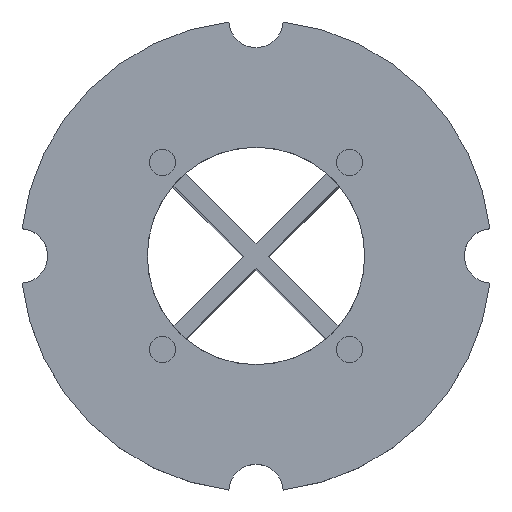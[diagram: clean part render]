
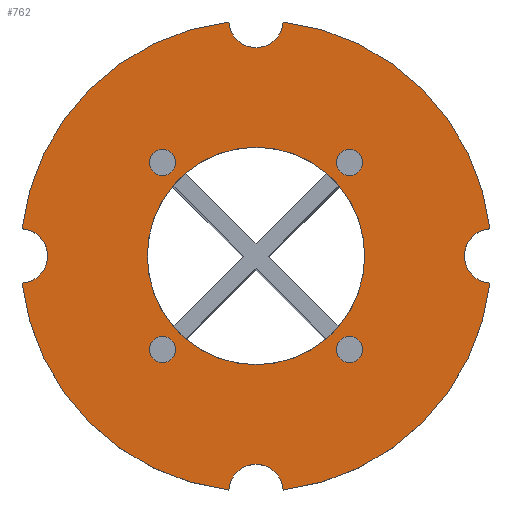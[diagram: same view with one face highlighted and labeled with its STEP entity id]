
A CAD part, top view. The second image highlights one B-rep face of the part: STEP entity #762.
In plain terms, the highlighted planar face has unit normal (0, 0, 1).
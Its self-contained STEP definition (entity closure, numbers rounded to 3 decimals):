
#15=FACE_BOUND('',#96,.T.);
#16=FACE_BOUND('',#97,.T.);
#17=FACE_BOUND('',#98,.T.);
#18=FACE_BOUND('',#99,.T.);
#19=FACE_BOUND('',#100,.T.);
#25=PLANE('',#823);
#50=FACE_OUTER_BOUND('',#95,.T.);
#95=EDGE_LOOP('',(#514,#515,#516,#517,#518,#519,#520,#521));
#96=EDGE_LOOP('',(#522));
#97=EDGE_LOOP('',(#523));
#98=EDGE_LOOP('',(#524));
#99=EDGE_LOOP('',(#525));
#100=EDGE_LOOP('',(#526));
#263=CIRCLE('',#821,3.);
#265=CIRCLE('',#824,26.);
#266=CIRCLE('',#825,3.);
#267=CIRCLE('',#826,26.);
#268=CIRCLE('',#827,3.);
#269=CIRCLE('',#828,26.);
#270=CIRCLE('',#829,3.);
#271=CIRCLE('',#830,26.);
#272=CIRCLE('',#831,1.45);
#273=CIRCLE('',#832,1.45);
#274=CIRCLE('',#833,1.45);
#275=CIRCLE('',#834,1.45);
#276=CIRCLE('',#835,12.);
#321=VERTEX_POINT('',#1190);
#322=VERTEX_POINT('',#1191);
#325=VERTEX_POINT('',#1199);
#326=VERTEX_POINT('',#1201);
#327=VERTEX_POINT('',#1203);
#328=VERTEX_POINT('',#1205);
#329=VERTEX_POINT('',#1207);
#330=VERTEX_POINT('',#1209);
#331=VERTEX_POINT('',#1212);
#332=VERTEX_POINT('',#1214);
#333=VERTEX_POINT('',#1216);
#334=VERTEX_POINT('',#1218);
#335=VERTEX_POINT('',#1220);
#395=EDGE_CURVE('',#321,#322,#263,.T.);
#399=EDGE_CURVE('',#322,#325,#265,.T.);
#400=EDGE_CURVE('',#325,#326,#266,.T.);
#401=EDGE_CURVE('',#326,#327,#267,.T.);
#402=EDGE_CURVE('',#327,#328,#268,.T.);
#403=EDGE_CURVE('',#328,#329,#269,.T.);
#404=EDGE_CURVE('',#329,#330,#270,.T.);
#405=EDGE_CURVE('',#330,#321,#271,.T.);
#406=EDGE_CURVE('',#331,#331,#272,.T.);
#407=EDGE_CURVE('',#332,#332,#273,.T.);
#408=EDGE_CURVE('',#333,#333,#274,.T.);
#409=EDGE_CURVE('',#334,#334,#275,.T.);
#410=EDGE_CURVE('',#335,#335,#276,.T.);
#514=ORIENTED_EDGE('',*,*,#395,.T.);
#515=ORIENTED_EDGE('',*,*,#399,.T.);
#516=ORIENTED_EDGE('',*,*,#400,.T.);
#517=ORIENTED_EDGE('',*,*,#401,.T.);
#518=ORIENTED_EDGE('',*,*,#402,.T.);
#519=ORIENTED_EDGE('',*,*,#403,.T.);
#520=ORIENTED_EDGE('',*,*,#404,.T.);
#521=ORIENTED_EDGE('',*,*,#405,.T.);
#522=ORIENTED_EDGE('',*,*,#406,.T.);
#523=ORIENTED_EDGE('',*,*,#407,.T.);
#524=ORIENTED_EDGE('',*,*,#408,.T.);
#525=ORIENTED_EDGE('',*,*,#409,.T.);
#526=ORIENTED_EDGE('',*,*,#410,.T.);
#762=ADVANCED_FACE('',(#50,#15,#16,#17,#18,#19),#25,.T.);
#821=AXIS2_PLACEMENT_3D('',#1192,#927,#928);
#823=AXIS2_PLACEMENT_3D('',#1198,#933,#934);
#824=AXIS2_PLACEMENT_3D('',#1200,#935,#936);
#825=AXIS2_PLACEMENT_3D('',#1202,#937,#938);
#826=AXIS2_PLACEMENT_3D('',#1204,#939,#940);
#827=AXIS2_PLACEMENT_3D('',#1206,#941,#942);
#828=AXIS2_PLACEMENT_3D('',#1208,#943,#944);
#829=AXIS2_PLACEMENT_3D('',#1210,#945,#946);
#830=AXIS2_PLACEMENT_3D('',#1211,#947,#948);
#831=AXIS2_PLACEMENT_3D('',#1213,#949,#950);
#832=AXIS2_PLACEMENT_3D('',#1215,#951,#952);
#833=AXIS2_PLACEMENT_3D('',#1217,#953,#954);
#834=AXIS2_PLACEMENT_3D('',#1219,#955,#956);
#835=AXIS2_PLACEMENT_3D('',#1221,#957,#958);
#927=DIRECTION('center_axis',(0.,0.,-1.));
#928=DIRECTION('ref_axis',(0.,-1.,0.));
#933=DIRECTION('center_axis',(0.,0.,1.));
#934=DIRECTION('ref_axis',(1.,0.,0.));
#935=DIRECTION('center_axis',(0.,0.,1.));
#936=DIRECTION('ref_axis',(1.,0.,0.));
#937=DIRECTION('center_axis',(0.,0.,-1.));
#938=DIRECTION('ref_axis',(1.,0.,0.));
#939=DIRECTION('center_axis',(0.,0.,1.));
#940=DIRECTION('ref_axis',(1.,0.,0.));
#941=DIRECTION('center_axis',(0.,0.,-1.));
#942=DIRECTION('ref_axis',(0.,1.,0.));
#943=DIRECTION('center_axis',(0.,0.,1.));
#944=DIRECTION('ref_axis',(1.,0.,0.));
#945=DIRECTION('center_axis',(0.,0.,-1.));
#946=DIRECTION('ref_axis',(-1.,0.,0.));
#947=DIRECTION('center_axis',(0.,0.,1.));
#948=DIRECTION('ref_axis',(1.,0.,0.));
#949=DIRECTION('center_axis',(0.,0.,-1.));
#950=DIRECTION('ref_axis',(-1.,0.,0.));
#951=DIRECTION('center_axis',(0.,0.,-1.));
#952=DIRECTION('ref_axis',(-1.,0.,0.));
#953=DIRECTION('center_axis',(0.,0.,-1.));
#954=DIRECTION('ref_axis',(-1.,0.,0.));
#955=DIRECTION('center_axis',(0.,0.,-1.));
#956=DIRECTION('ref_axis',(-1.,0.,0.));
#957=DIRECTION('center_axis',(0.,0.,-1.));
#958=DIRECTION('ref_axis',(-1.,0.,0.));
#1190=CARTESIAN_POINT('',(25.827,-2.995,110.));
#1191=CARTESIAN_POINT('',(25.827,2.995,110.));
#1192=CARTESIAN_POINT('Origin',(26.,0.,110.));
#1198=CARTESIAN_POINT('Origin',(0.,0.,110.));
#1199=CARTESIAN_POINT('',(2.995,25.827,110.));
#1200=CARTESIAN_POINT('Origin',(0.,0.,110.));
#1201=CARTESIAN_POINT('',(-2.995,25.827,110.));
#1202=CARTESIAN_POINT('Origin',(0.,26.,
110.));
#1203=CARTESIAN_POINT('',(-25.827,2.995,110.));
#1204=CARTESIAN_POINT('Origin',(0.,0.,110.));
#1205=CARTESIAN_POINT('',(-25.827,-2.995,110.));
#1206=CARTESIAN_POINT('Origin',(-26.,0.,
110.));
#1207=CARTESIAN_POINT('',(-2.995,-25.827,110.));
#1208=CARTESIAN_POINT('Origin',(0.,0.,110.));
#1209=CARTESIAN_POINT('',(2.995,-25.827,110.));
#1210=CARTESIAN_POINT('Origin',(0.,-26.,110.));
#1211=CARTESIAN_POINT('Origin',(0.,0.,110.));
#1212=CARTESIAN_POINT('',(11.774,10.324,110.));
#1213=CARTESIAN_POINT('Origin',(10.324,10.324,110.));
#1214=CARTESIAN_POINT('',(11.774,-10.324,110.));
#1215=CARTESIAN_POINT('Origin',(10.324,-10.324,110.));
#1216=CARTESIAN_POINT('',(-8.874,10.324,110.));
#1217=CARTESIAN_POINT('Origin',(-10.324,10.324,110.));
#1218=CARTESIAN_POINT('',(-8.874,-10.324,110.));
#1219=CARTESIAN_POINT('Origin',(-10.324,-10.324,110.));
#1220=CARTESIAN_POINT('',(12.,0.,110.));
#1221=CARTESIAN_POINT('Origin',(0.,0.,110.));
